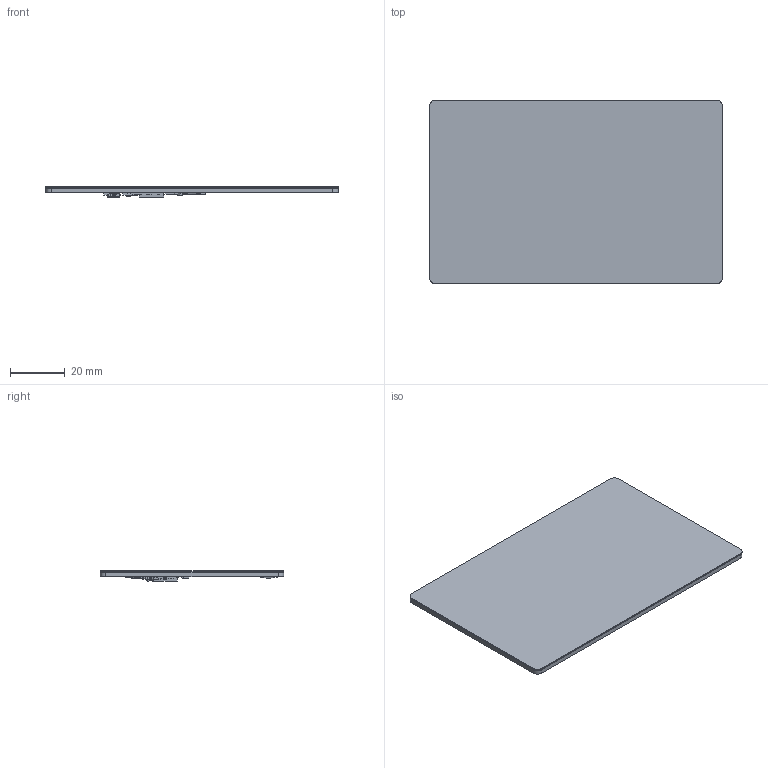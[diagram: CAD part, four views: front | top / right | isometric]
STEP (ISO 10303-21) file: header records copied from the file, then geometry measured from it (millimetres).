
FILE_DESCRIPTION (( 'STEP AP214' ), '1' );
FILE_NAME ('pxm0057_301.STEP', '2022-02-23T13:29:47', ( '' ), ( '' ), 'SwSTEP 2.0', 'SolidWorks 2017', '' );
FILE_SCHEMA (( 'AUTOMOTIVE_DESIGN' ));
Length unit declared in the file: millimetre
Products named in the file (1): pxm0057_301
Bounding box: 107.3 x 67.3 x 3.87 mm (x, y, z)
Surface area: 16827.8 mm2 (no closed solid volume)
Topology: 0 solids, 85 shells, 1041 faces, 2555 edges, 1688 vertices
Faces by surface type: plane 785, cylinder 219, torus 17, bspline 11, sphere 9
Entity records: 32054 total; most frequent: CARTESIAN_POINT 5819, DIRECTION 5087, ORIENTED_EDGE 5076, EDGE_CURVE 2552, LINE 2049, VECTOR 2049, VERTEX_POINT 1688, AXIS2_PLACEMENT_3D 1519
